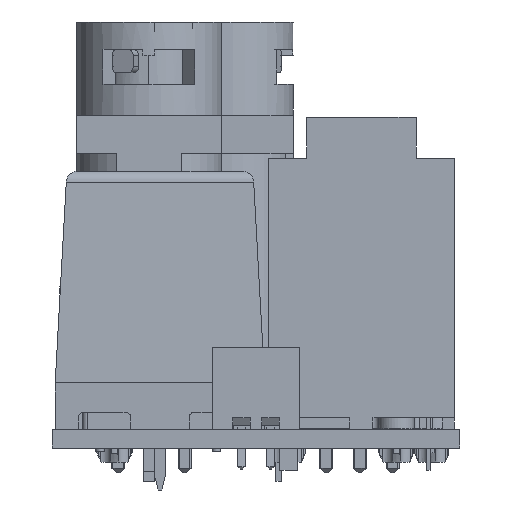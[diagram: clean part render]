
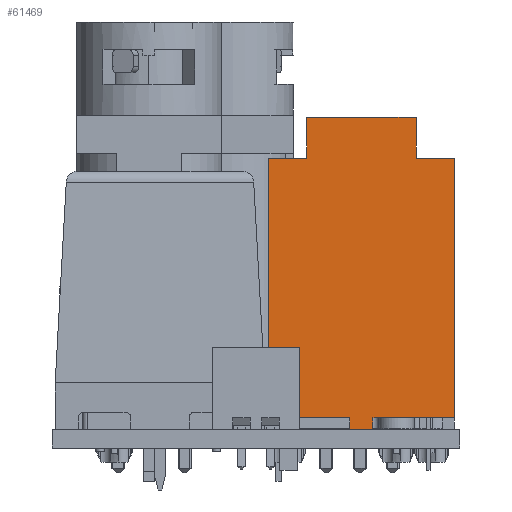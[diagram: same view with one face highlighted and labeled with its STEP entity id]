
A CAD part, left-side view. The second image highlights one B-rep face of the part: STEP entity #61469.
In plain terms, the highlighted face is planar.
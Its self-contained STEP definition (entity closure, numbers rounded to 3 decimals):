
#61424 = VERTEX_POINT('',#61425);
#61425 = CARTESIAN_POINT('',(29.05,26.8,-10.95));
#61440 = VERTEX_POINT('',#61441);
#61441 = CARTESIAN_POINT('',(29.05,26.8,-1.55));
#61447 = EDGE_CURVE('',#61440,#61424,#61448,.T.);
#61448 = LINE('',#61449,#61450);
#61449 = CARTESIAN_POINT('',(29.05,26.8,-14.25));
#61450 = VECTOR('',#61451,1.);
#61451 = DIRECTION('',(0.,0.,-1.));
#61469 = ADVANCED_FACE('',(#61470),#61559,.F.);
#61470 = FACE_BOUND('',#61471,.T.);
#61471 = EDGE_LOOP('',(#61472,#61482,#61488,#61489,#61497,#61505,#61513,
    #61521,#61529,#61537,#61545,#61553));
#61472 = ORIENTED_EDGE('',*,*,#61473,.F.);
#61473 = EDGE_CURVE('',#61474,#61476,#61478,.T.);
#61474 = VERTEX_POINT('',#61475);
#61475 = CARTESIAN_POINT('',(29.05,23.3,-10.95));
#61476 = VERTEX_POINT('',#61477);
#61477 = CARTESIAN_POINT('',(29.05,23.3,-14.25));
#61478 = LINE('',#61479,#61480);
#61479 = CARTESIAN_POINT('',(29.05,23.3,-14.25));
#61480 = VECTOR('',#61481,1.);
#61481 = DIRECTION('',(0.,0.,-1.));
#61482 = ORIENTED_EDGE('',*,*,#61483,.T.);
#61483 = EDGE_CURVE('',#61474,#61424,#61484,.T.);
#61484 = LINE('',#61485,#61486);
#61485 = CARTESIAN_POINT('',(29.05,23.3,-10.95));
#61486 = VECTOR('',#61487,1.);
#61487 = DIRECTION('',(0.,1.,0.));
#61488 = ORIENTED_EDGE('',*,*,#61447,.F.);
#61489 = ORIENTED_EDGE('',*,*,#61490,.F.);
#61490 = EDGE_CURVE('',#61491,#61440,#61493,.T.);
#61491 = VERTEX_POINT('',#61492);
#61492 = CARTESIAN_POINT('',(29.05,23.3,-1.55));
#61493 = LINE('',#61494,#61495);
#61494 = CARTESIAN_POINT('',(29.05,23.3,-1.55));
#61495 = VECTOR('',#61496,1.);
#61496 = DIRECTION('',(0.,1.,0.));
#61497 = ORIENTED_EDGE('',*,*,#61498,.F.);
#61498 = EDGE_CURVE('',#61499,#61491,#61501,.T.);
#61499 = VERTEX_POINT('',#61500);
#61500 = CARTESIAN_POINT('',(29.05,23.3,1.75));
#61501 = LINE('',#61502,#61503);
#61502 = CARTESIAN_POINT('',(29.05,23.3,1.75));
#61503 = VECTOR('',#61504,1.);
#61504 = DIRECTION('',(0.,0.,-1.));
#61505 = ORIENTED_EDGE('',*,*,#61506,.T.);
#61506 = EDGE_CURVE('',#61499,#61507,#61509,.T.);
#61507 = VERTEX_POINT('',#61508);
#61508 = CARTESIAN_POINT('',(29.05,1.,1.75));
#61509 = LINE('',#61510,#61511);
#61510 = CARTESIAN_POINT('',(29.05,26.8,1.75));
#61511 = VECTOR('',#61512,1.);
#61512 = DIRECTION('',(0.,-1.,0.));
#61513 = ORIENTED_EDGE('',*,*,#61514,.T.);
#61514 = EDGE_CURVE('',#61507,#61515,#61517,.T.);
#61515 = VERTEX_POINT('',#61516);
#61516 = CARTESIAN_POINT('',(29.05,1.,-5.25));
#61517 = LINE('',#61518,#61519);
#61518 = CARTESIAN_POINT('',(29.05,1.,-14.25));
#61519 = VECTOR('',#61520,1.);
#61520 = DIRECTION('',(0.,0.,-1.));
#61521 = ORIENTED_EDGE('',*,*,#61522,.F.);
#61522 = EDGE_CURVE('',#61523,#61515,#61525,.T.);
#61523 = VERTEX_POINT('',#61524);
#61524 = CARTESIAN_POINT('',(29.05,0.,-5.25));
#61525 = LINE('',#61526,#61527);
#61526 = CARTESIAN_POINT('',(29.05,-2.236,-5.25));
#61527 = VECTOR('',#61528,1.);
#61528 = DIRECTION('',(0.,1.,0.));
#61529 = ORIENTED_EDGE('',*,*,#61530,.T.);
#61530 = EDGE_CURVE('',#61523,#61531,#61533,.T.);
#61531 = VERTEX_POINT('',#61532);
#61532 = CARTESIAN_POINT('',(29.05,0.,-7.25));
#61533 = LINE('',#61534,#61535);
#61534 = CARTESIAN_POINT('',(29.05,0.,-5.25));
#61535 = VECTOR('',#61536,1.);
#61536 = DIRECTION('',(0.,0.,-1.));
#61537 = ORIENTED_EDGE('',*,*,#61538,.T.);
#61538 = EDGE_CURVE('',#61531,#61539,#61541,.T.);
#61539 = VERTEX_POINT('',#61540);
#61540 = CARTESIAN_POINT('',(29.05,1.,-7.25));
#61541 = LINE('',#61542,#61543);
#61542 = CARTESIAN_POINT('',(29.05,-2.236,-7.25));
#61543 = VECTOR('',#61544,1.);
#61544 = DIRECTION('',(0.,1.,0.));
#61545 = ORIENTED_EDGE('',*,*,#61546,.T.);
#61546 = EDGE_CURVE('',#61539,#61547,#61549,.T.);
#61547 = VERTEX_POINT('',#61548);
#61548 = CARTESIAN_POINT('',(29.05,1.,-14.25));
#61549 = LINE('',#61550,#61551);
#61550 = CARTESIAN_POINT('',(29.05,1.,-14.25));
#61551 = VECTOR('',#61552,1.);
#61552 = DIRECTION('',(0.,0.,-1.));
#61553 = ORIENTED_EDGE('',*,*,#61554,.F.);
#61554 = EDGE_CURVE('',#61476,#61547,#61555,.T.);
#61555 = LINE('',#61556,#61557);
#61556 = CARTESIAN_POINT('',(29.05,26.8,-14.25));
#61557 = VECTOR('',#61558,1.);
#61558 = DIRECTION('',(0.,-1.,0.));
#61559 = PLANE('',#61560);
#61560 = AXIS2_PLACEMENT_3D('',#61561,#61562,#61563);
#61561 = CARTESIAN_POINT('',(29.05,26.8,-14.25));
#61562 = DIRECTION('',(-1.,0.,0.));
#61563 = DIRECTION('',(0.,0.,1.));
